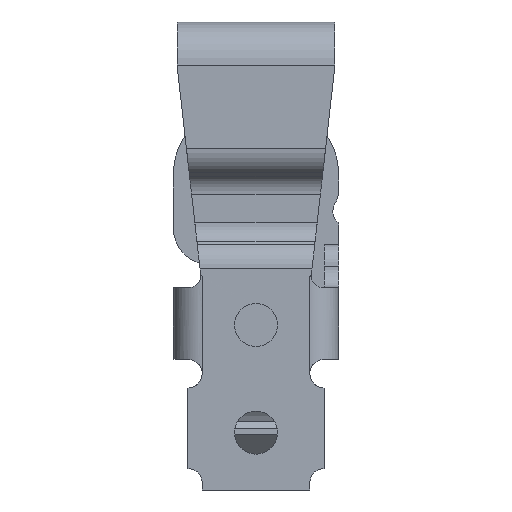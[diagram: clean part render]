
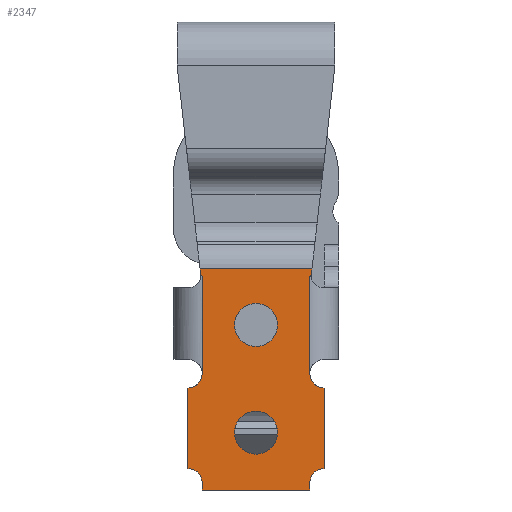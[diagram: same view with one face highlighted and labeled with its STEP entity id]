
A CAD part, front view. The second image highlights one B-rep face of the part: STEP entity #2347.
In plain terms, the highlighted planar face has unit normal (0, -1, 0).
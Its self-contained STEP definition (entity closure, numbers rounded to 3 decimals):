
#495=CARTESIAN_POINT('',(0.,0.,-2.86));
#496=DIRECTION('',(0.,-1.,0.));
#497=DIRECTION('',(0.,0.,-1.));
#498=AXIS2_PLACEMENT_3D('',#495,#496,#497);
#500=CARTESIAN_POINT('',(0.,0.,-2.86));
#501=DIRECTION('',(0.,-1.,0.));
#502=DIRECTION('',(0.,0.,1.));
#503=AXIS2_PLACEMENT_3D('',#500,#501,#502);
#505=CARTESIAN_POINT('',(0.,0.,-2.11));
#506=DIRECTION('',(0.,-1.,0.));
#507=DIRECTION('',(0.,0.,-1.));
#508=AXIS2_PLACEMENT_3D('',#505,#506,#507);
#510=CARTESIAN_POINT('',(0.,0.,-2.11));
#511=DIRECTION('',(0.,-1.,0.));
#512=DIRECTION('',(0.,0.,1.));
#513=AXIS2_PLACEMENT_3D('',#510,#511,#512);
#515=DIRECTION('',(0.112,0.003,-0.994));
#516=VECTOR('',#515,0.041);
#517=CARTESIAN_POINT('',(-0.39,0.,-1.72));
#518=LINE('',#517,#516);
#519=DIRECTION('',(1.,0.,0.));
#520=VECTOR('',#519,0.779);
#521=CARTESIAN_POINT('',(-0.39,0.,-1.72));
#522=LINE('',#521,#520);
#523=DIRECTION('',(-0.112,0.003,-0.994));
#524=VECTOR('',#523,0.041);
#525=CARTESIAN_POINT('',(0.39,0.,-1.72));
#526=LINE('',#525,#524);
#527=CARTESIAN_POINT('',(0.475,0.,-2.45));
#528=DIRECTION('',(0.,-1.,0.));
#529=DIRECTION('',(-1.,0.,0.));
#530=AXIS2_PLACEMENT_3D('',#527,#528,#529);
#532=DIRECTION('',(0.,0.,-1.));
#533=VECTOR('',#532,0.56);
#534=CARTESIAN_POINT('',(0.475,0.,-2.55));
#535=LINE('',#534,#533);
#536=CARTESIAN_POINT('',(0.475,0.,-3.21));
#537=DIRECTION('',(0.,-1.,0.));
#538=DIRECTION('',(0.,0.,1.));
#539=AXIS2_PLACEMENT_3D('',#536,#537,#538);
#541=DIRECTION('',(0.,0.,1.));
#542=VECTOR('',#541,0.05);
#543=CARTESIAN_POINT('',(0.375,0.,-3.26));
#544=LINE('',#543,#542);
#545=DIRECTION('',(0.,0.,1.));
#546=VECTOR('',#545,0.05);
#547=CARTESIAN_POINT('',(-0.375,0.,-3.26));
#548=LINE('',#547,#546);
#549=CARTESIAN_POINT('',(-0.475,0.,-3.21));
#550=DIRECTION('',(0.,-1.,0.));
#551=DIRECTION('',(1.,0.,0.));
#552=AXIS2_PLACEMENT_3D('',#549,#550,#551);
#554=DIRECTION('',(0.,0.,1.));
#555=VECTOR('',#554,0.56);
#556=CARTESIAN_POINT('',(-0.475,0.,-3.11));
#557=LINE('',#556,#555);
#558=CARTESIAN_POINT('',(-0.475,0.,-2.45));
#559=DIRECTION('',(0.,-1.,0.));
#560=DIRECTION('',(0.,0.,-1.));
#561=AXIS2_PLACEMENT_3D('',#558,#559,#560);
#575=CARTESIAN_POINT('',(-0.385,0.,
-1.761));
#576=CARTESIAN_POINT('',(-0.38,0.,
-1.765));
#577=CARTESIAN_POINT('',(-0.373,0.,
-1.773));
#578=CARTESIAN_POINT('',(-0.376,0.,
-1.792));
#579=CARTESIAN_POINT('',(-0.375,0.,
-1.811));
#580=CARTESIAN_POINT('',(-0.375,0.,
-1.833));
#581=CARTESIAN_POINT('',(-0.375,0.,
-1.855));
#582=CARTESIAN_POINT('',(-0.375,0.,
-1.879));
#583=CARTESIAN_POINT('',(-0.375,0.,
-1.903));
#584=CARTESIAN_POINT('',(-0.375,0.,
-1.929));
#585=CARTESIAN_POINT('',(-0.375,0.,
-1.956));
#586=CARTESIAN_POINT('',(-0.375,0.,
-1.986));
#587=CARTESIAN_POINT('',(-0.375,0.,
-2.018));
#588=CARTESIAN_POINT('',(-0.375,0.,
-2.052));
#589=CARTESIAN_POINT('',(-0.375,0.,
-2.089));
#590=CARTESIAN_POINT('',(-0.375,0.,
-2.129));
#591=CARTESIAN_POINT('',(-0.375,0.,
-2.172));
#592=CARTESIAN_POINT('',(-0.375,0.,
-2.219));
#593=CARTESIAN_POINT('',(-0.375,0.,
-2.27));
#594=CARTESIAN_POINT('',(-0.375,0.,
-2.325));
#595=CARTESIAN_POINT('',(-0.375,0.,-2.385));
#596=CARTESIAN_POINT('',(-0.375,0.,-2.428));
#597=CARTESIAN_POINT('',(-0.375,0.,-2.45));
#663=CARTESIAN_POINT('',(-0.385,0.,
-1.761));
#716=CARTESIAN_POINT('',(0.385,0.,
-1.761));
#771=CARTESIAN_POINT('',(0.375,0.,-2.45));
#772=CARTESIAN_POINT('',(0.375,0.,-2.428));
#773=CARTESIAN_POINT('',(0.375,0.,-2.384));
#774=CARTESIAN_POINT('',(0.375,0.,
-2.324));
#775=CARTESIAN_POINT('',(0.375,0.,
-2.268));
#776=CARTESIAN_POINT('',(0.375,0.,
-2.217));
#777=CARTESIAN_POINT('',(0.375,0.,
-2.17));
#778=CARTESIAN_POINT('',(0.375,0.,
-2.127));
#779=CARTESIAN_POINT('',(0.375,0.,
-2.086));
#780=CARTESIAN_POINT('',(0.375,0.,
-2.05));
#781=CARTESIAN_POINT('',(0.375,0.,
-2.016));
#782=CARTESIAN_POINT('',(0.375,0.,
-1.984));
#783=CARTESIAN_POINT('',(0.375,0.,
-1.955));
#784=CARTESIAN_POINT('',(0.375,0.,
-1.927));
#785=CARTESIAN_POINT('',(0.375,0.,
-1.902));
#786=CARTESIAN_POINT('',(0.375,0.,
-1.878));
#787=CARTESIAN_POINT('',(0.375,0.,
-1.854));
#788=CARTESIAN_POINT('',(0.375,0.,
-1.832));
#789=CARTESIAN_POINT('',(0.375,0.,
-1.811));
#790=CARTESIAN_POINT('',(0.376,0.,
-1.792));
#791=CARTESIAN_POINT('',(0.373,0.,
-1.773));
#792=CARTESIAN_POINT('',(0.38,0.,
-1.765));
#793=CARTESIAN_POINT('',(0.385,0.,
-1.761));
#888=DIRECTION('',(1.,0.,0.));
#889=VECTOR('',#888,0.75);
#890=CARTESIAN_POINT('',(-0.375,0.,-3.26));
#891=LINE('',#890,#889);
#1519=CARTESIAN_POINT('',(0.,0.,-3.01));
#1520=CARTESIAN_POINT('',(0.,0.,-2.71));
#1521=VERTEX_POINT('',#1519);
#1522=VERTEX_POINT('',#1520);
#1523=CARTESIAN_POINT('',(0.,0.,-2.26));
#1524=CARTESIAN_POINT('',(0.,0.,-1.96));
#1525=VERTEX_POINT('',#1523);
#1526=VERTEX_POINT('',#1524);
#1571=CARTESIAN_POINT('',(-0.39,0.,-1.72));
#1572=CARTESIAN_POINT('',(0.39,0.,-1.72));
#1573=VERTEX_POINT('',#1571);
#1574=VERTEX_POINT('',#1572);
#1575=CARTESIAN_POINT('',(-0.375,0.,-3.26));
#1576=CARTESIAN_POINT('',(0.375,0.,-3.26));
#1577=VERTEX_POINT('',#1575);
#1578=VERTEX_POINT('',#1576);
#1615=CARTESIAN_POINT('',(0.475,0.,-2.55));
#1616=CARTESIAN_POINT('',(0.475,0.,-3.11));
#1617=VERTEX_POINT('',#1615);
#1618=VERTEX_POINT('',#1616);
#1619=CARTESIAN_POINT('',(-0.475,0.,-3.11));
#1620=CARTESIAN_POINT('',(-0.475,0.,-2.55));
#1621=VERTEX_POINT('',#1619);
#1622=VERTEX_POINT('',#1620);
#1631=CARTESIAN_POINT('',(0.375,0.,-3.21));
#1632=VERTEX_POINT('',#1631);
#1635=CARTESIAN_POINT('',(-0.375,0.,-3.21));
#1636=VERTEX_POINT('',#1635);
#1821=CARTESIAN_POINT('',(0.375,0.,-2.45));
#1822=VERTEX_POINT('',#1821);
#1823=CARTESIAN_POINT('',(-0.375,0.,-2.45));
#1824=VERTEX_POINT('',#1823);
#1826=VERTEX_POINT('',#716);
#1827=VERTEX_POINT('',#663);
#2301=CARTESIAN_POINT('',(-0.55,0.,-1.72));
#2302=DIRECTION('',(0.,-1.,0.));
#2303=DIRECTION('',(0.,0.,-1.));
#2304=AXIS2_PLACEMENT_3D('',#2301,#2302,#2303);
#2305=PLANE('',#2304);
#2307=ORIENTED_EDGE('',*,*,#2306,.F.);
#2309=ORIENTED_EDGE('',*,*,#2308,.F.);
#2311=ORIENTED_EDGE('',*,*,#2310,.T.);
#2313=ORIENTED_EDGE('',*,*,#2312,.T.);
#2315=ORIENTED_EDGE('',*,*,#2314,.F.);
#2317=ORIENTED_EDGE('',*,*,#2316,.T.);
#2319=ORIENTED_EDGE('',*,*,#2318,.T.);
#2321=ORIENTED_EDGE('',*,*,#2320,.T.);
#2323=ORIENTED_EDGE('',*,*,#2322,.F.);
#2325=ORIENTED_EDGE('',*,*,#2324,.F.);
#2327=ORIENTED_EDGE('',*,*,#2326,.T.);
#2329=ORIENTED_EDGE('',*,*,#2328,.T.);
#2331=ORIENTED_EDGE('',*,*,#2330,.T.);
#2333=ORIENTED_EDGE('',*,*,#2332,.T.);
#2334=EDGE_LOOP('',(#2307,#2309,#2311,#2313,#2315,#2317,#2319,#2321,#2323,#2325,
#2327,#2329,#2331,#2333));
#2335=FACE_OUTER_BOUND('',#2334,.F.);
#2336=ORIENTED_EDGE('',*,*,#2291,.T.);
#2338=ORIENTED_EDGE('',*,*,#2337,.T.);
#2339=EDGE_LOOP('',(#2336,#2338));
#2340=FACE_BOUND('',#2339,.F.);
#2342=ORIENTED_EDGE('',*,*,#2341,.T.);
#2344=ORIENTED_EDGE('',*,*,#2343,.T.);
#2345=EDGE_LOOP('',(#2342,#2344));
#2346=FACE_BOUND('',#2345,.F.);
#2347=ADVANCED_FACE('',(#2335,#2340,#2346),#2305,.T.);
#499=CIRCLE('',#498,0.15);
#504=CIRCLE('',#503,0.15);
#509=CIRCLE('',#508,0.15);
#514=CIRCLE('',#513,0.15);
#531=CIRCLE('',#530,0.1);
#540=CIRCLE('',#539,0.1);
#553=CIRCLE('',#552,0.1);
#562=CIRCLE('',#561,0.1);
#598=B_SPLINE_CURVE_WITH_KNOTS('',3,(#575,#576,#577,#578,#579,#580,#581,#582,
#583,#584,#585,#586,#587,#588,#589,#590,#591,#592,#593,#594,#595,#596,#597),
.UNSPECIFIED.,.F.,.F.,(4,1,1,1,1,1,1,1,1,1,1,1,1,1,1,1,1,1,1,1,4),(0.,0.05,
0.1,0.15,0.2,0.25,0.3,0.35,0.4,0.45,0.5,0.55,0.6,0.65,
0.7,0.75,0.8,0.85,0.9,0.95,1.),.UNSPECIFIED.);
#794=B_SPLINE_CURVE_WITH_KNOTS('',3,(#771,#772,#773,#774,#775,#776,#777,#778,
#779,#780,#781,#782,#783,#784,#785,#786,#787,#788,#789,#790,#791,#792,#793),
.UNSPECIFIED.,.F.,.F.,(4,1,1,1,1,1,1,1,1,1,1,1,1,1,1,1,1,1,1,1,4),(0.,0.05,
0.1,0.15,0.2,0.25,0.3,0.35,0.4,0.45,0.5,0.55,0.6,0.65,
0.7,0.75,0.8,0.85,0.9,0.95,1.),.UNSPECIFIED.);
#2291=EDGE_CURVE('',#1521,#1522,#499,.T.);
#2306=EDGE_CURVE('',#1827,#1824,#598,.T.);
#2308=EDGE_CURVE('',#1573,#1827,#518,.T.);
#2310=EDGE_CURVE('',#1573,#1574,#522,.T.);
#2312=EDGE_CURVE('',#1574,#1826,#526,.T.);
#2314=EDGE_CURVE('',#1822,#1826,#794,.T.);
#2316=EDGE_CURVE('',#1822,#1617,#531,.T.);
#2318=EDGE_CURVE('',#1617,#1618,#535,.T.);
#2320=EDGE_CURVE('',#1618,#1632,#540,.T.);
#2322=EDGE_CURVE('',#1578,#1632,#544,.T.);
#2324=EDGE_CURVE('',#1577,#1578,#891,.T.);
#2326=EDGE_CURVE('',#1577,#1636,#548,.T.);
#2328=EDGE_CURVE('',#1636,#1621,#553,.T.);
#2330=EDGE_CURVE('',#1621,#1622,#557,.T.);
#2332=EDGE_CURVE('',#1622,#1824,#562,.T.);
#2337=EDGE_CURVE('',#1522,#1521,#504,.T.);
#2341=EDGE_CURVE('',#1525,#1526,#509,.T.);
#2343=EDGE_CURVE('',#1526,#1525,#514,.T.);
